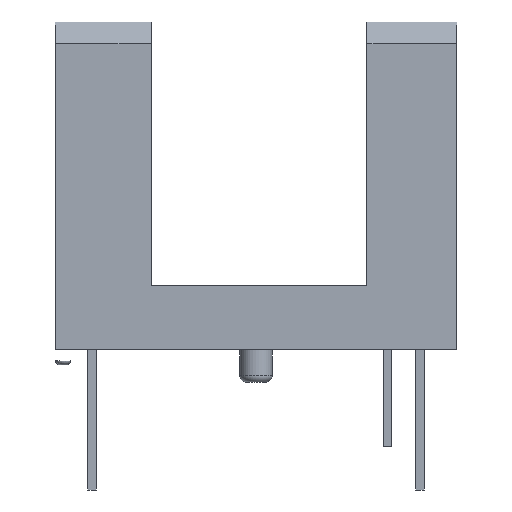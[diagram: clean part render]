
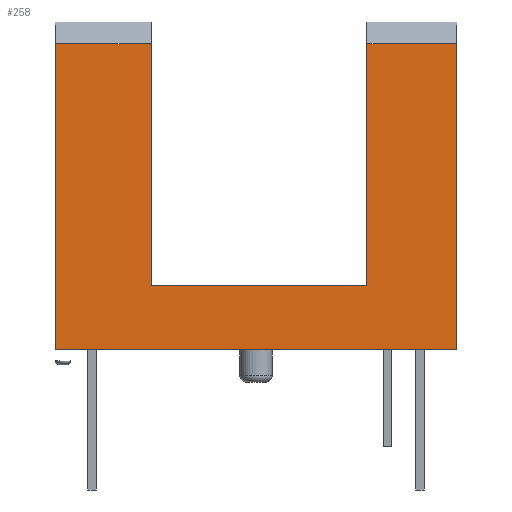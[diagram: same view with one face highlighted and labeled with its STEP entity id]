
A CAD part, front view. The second image highlights one B-rep face of the part: STEP entity #258.
In plain terms, the highlighted planar face has unit normal (0, -1, 0).
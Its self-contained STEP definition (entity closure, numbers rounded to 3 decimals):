
#107 = VERTEX_POINT('',#108);
#108 = CARTESIAN_POINT('',(9.3,-2.55,0.05));
#114 = EDGE_CURVE('',#107,#115,#117,.T.);
#115 = VERTEX_POINT('',#116);
#116 = CARTESIAN_POINT('',(-9.3,-2.55,0.05));
#117 = LINE('',#118,#119);
#118 = CARTESIAN_POINT('',(9.3,-2.55,0.05));
#119 = VECTOR('',#120,1.);
#120 = DIRECTION('',(-1.,0.,0.));
#240 = EDGE_CURVE('',#115,#241,#243,.T.);
#241 = VERTEX_POINT('',#242);
#242 = CARTESIAN_POINT('',(-9.3,-2.55,14.25));
#243 = LINE('',#244,#245);
#244 = CARTESIAN_POINT('',(-9.3,-2.55,0.05));
#245 = VECTOR('',#246,1.);
#246 = DIRECTION('',(0.,0.,1.));
#258 = ADVANCED_FACE('',(#259),#309,.F.);
#259 = FACE_BOUND('',#260,.F.);
#260 = EDGE_LOOP('',(#261,#262,#270,#278,#286,#294,#302,#308));
#261 = ORIENTED_EDGE('',*,*,#240,.T.);
#262 = ORIENTED_EDGE('',*,*,#263,.T.);
#263 = EDGE_CURVE('',#241,#264,#266,.T.);
#264 = VERTEX_POINT('',#265);
#265 = CARTESIAN_POINT('',(-4.855,-2.55,14.25));
#266 = LINE('',#267,#268);
#267 = CARTESIAN_POINT('',(-9.3,-2.55,14.25));
#268 = VECTOR('',#269,1.);
#269 = DIRECTION('',(1.,0.,0.));
#270 = ORIENTED_EDGE('',*,*,#271,.T.);
#271 = EDGE_CURVE('',#264,#272,#274,.T.);
#272 = VERTEX_POINT('',#273);
#273 = CARTESIAN_POINT('',(-4.855,-2.55,3.05));
#274 = LINE('',#275,#276);
#275 = CARTESIAN_POINT('',(-4.855,-2.55,15.25));
#276 = VECTOR('',#277,1.);
#277 = DIRECTION('',(0.,0.,-1.));
#278 = ORIENTED_EDGE('',*,*,#279,.T.);
#279 = EDGE_CURVE('',#272,#280,#282,.T.);
#280 = VERTEX_POINT('',#281);
#281 = CARTESIAN_POINT('',(5.145,-2.55,3.05));
#282 = LINE('',#283,#284);
#283 = CARTESIAN_POINT('',(-4.855,-2.55,3.05));
#284 = VECTOR('',#285,1.);
#285 = DIRECTION('',(1.,0.,0.));
#286 = ORIENTED_EDGE('',*,*,#287,.T.);
#287 = EDGE_CURVE('',#280,#288,#290,.T.);
#288 = VERTEX_POINT('',#289);
#289 = CARTESIAN_POINT('',(5.145,-2.55,14.25));
#290 = LINE('',#291,#292);
#291 = CARTESIAN_POINT('',(5.145,-2.55,3.05));
#292 = VECTOR('',#293,1.);
#293 = DIRECTION('',(0.,0.,1.));
#294 = ORIENTED_EDGE('',*,*,#295,.T.);
#295 = EDGE_CURVE('',#288,#296,#298,.T.);
#296 = VERTEX_POINT('',#297);
#297 = CARTESIAN_POINT('',(9.3,-2.55,14.25));
#298 = LINE('',#299,#300);
#299 = CARTESIAN_POINT('',(-9.3,-2.55,14.25));
#300 = VECTOR('',#301,1.);
#301 = DIRECTION('',(1.,0.,0.));
#302 = ORIENTED_EDGE('',*,*,#303,.T.);
#303 = EDGE_CURVE('',#296,#107,#304,.T.);
#304 = LINE('',#305,#306);
#305 = CARTESIAN_POINT('',(9.3,-2.55,15.25));
#306 = VECTOR('',#307,1.);
#307 = DIRECTION('',(0.,0.,-1.));
#308 = ORIENTED_EDGE('',*,*,#114,.T.);
#309 = PLANE('',#310);
#310 = AXIS2_PLACEMENT_3D('',#311,#312,#313);
#311 = CARTESIAN_POINT('',(0.,-2.55,7.65));
#312 = DIRECTION('',(0.,1.,0.));
#313 = DIRECTION('',(1.,0.,0.));
